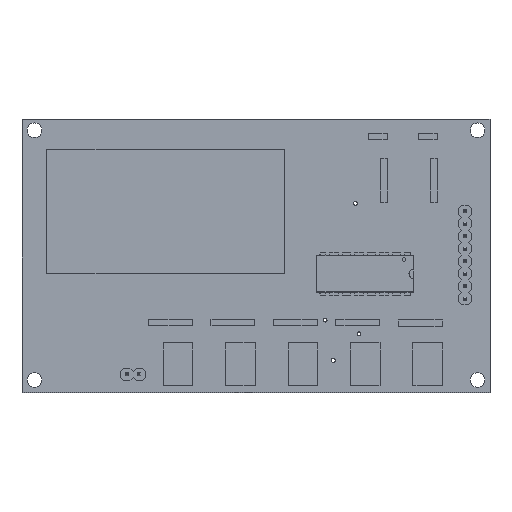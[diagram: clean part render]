
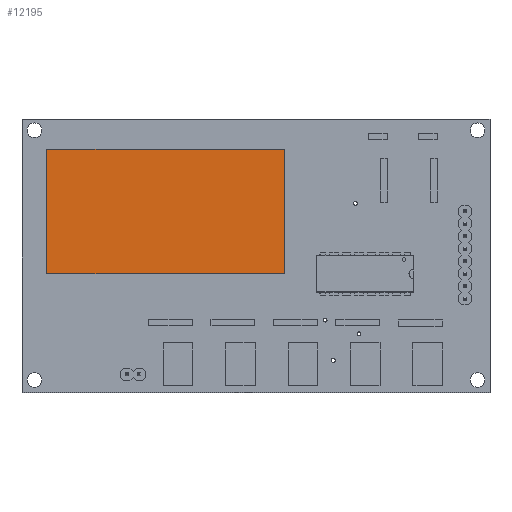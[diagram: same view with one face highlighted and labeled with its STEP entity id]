
A CAD part, top view. The second image highlights one B-rep face of the part: STEP entity #12195.
In plain terms, the highlighted planar face has unit normal (0, 0, 1).
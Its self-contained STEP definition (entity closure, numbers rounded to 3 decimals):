
#859=PLANE('',#13139);
#1478=FACE_OUTER_BOUND('',#2330,.T.);
#2330=EDGE_LOOP('',(#11086,#11087,#11088,#11089));
#3698=LINE('',#19487,#5074);
#3701=LINE('',#19493,#5077);
#3704=LINE('',#19499,#5080);
#3707=LINE('',#19503,#5083);
#5074=VECTOR('',#16211,10.);
#5077=VECTOR('',#16216,10.);
#5080=VECTOR('',#16221,10.);
#5083=VECTOR('',#16226,10.);
#6306=VERTEX_POINT('',#19484);
#6307=VERTEX_POINT('',#19486);
#6309=VERTEX_POINT('',#19492);
#6311=VERTEX_POINT('',#19498);
#7896=EDGE_CURVE('',#6307,#6306,#3698,.T.);
#7899=EDGE_CURVE('',#6309,#6307,#3701,.T.);
#7902=EDGE_CURVE('',#6311,#6309,#3704,.T.);
#7905=EDGE_CURVE('',#6306,#6311,#3707,.T.);
#11086=ORIENTED_EDGE('',*,*,#7905,.T.);
#11087=ORIENTED_EDGE('',*,*,#7902,.T.);
#11088=ORIENTED_EDGE('',*,*,#7899,.T.);
#11089=ORIENTED_EDGE('',*,*,#7896,.T.);
#12195=ADVANCED_FACE('',(#1478),#859,.T.);
#13139=AXIS2_PLACEMENT_3D('',#19504,#16227,#16228);
#16211=DIRECTION('',(-1.,0.,0.));
#16216=DIRECTION('',(0.,1.,0.));
#16221=DIRECTION('',(1.,0.,0.));
#16226=DIRECTION('',(0.,-1.,0.));
#16227=DIRECTION('center_axis',(0.,0.,1.));
#16228=DIRECTION('ref_axis',(1.,0.,0.));
#19484=CARTESIAN_POINT('',(-12.7,24.13,0.1));
#19486=CARTESIAN_POINT('',(12.7,24.13,0.1));
#19487=CARTESIAN_POINT('',(12.7,24.13,0.1));
#19492=CARTESIAN_POINT('',(12.7,-24.13,0.1));
#19493=CARTESIAN_POINT('',(12.7,-24.13,0.1));
#19498=CARTESIAN_POINT('',(-12.7,-24.13,0.1));
#19499=CARTESIAN_POINT('',(-12.7,-24.13,0.1));
#19503=CARTESIAN_POINT('',(-12.7,24.13,0.1));
#19504=CARTESIAN_POINT('Origin',(0.,0.,0.1));
